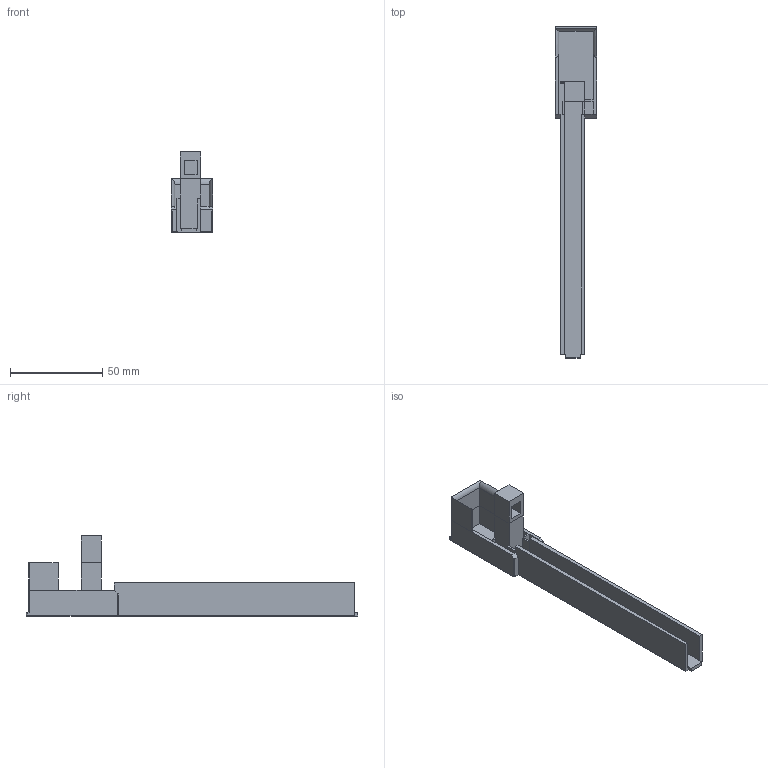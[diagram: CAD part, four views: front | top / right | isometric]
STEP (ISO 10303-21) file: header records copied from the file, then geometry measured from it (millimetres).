
FILE_DESCRIPTION(/* description */ (''),/* implementation_level */ '2;1');
FILE_NAME(/* name */ 'G-Key.step',/* time_stamp */ '2026-01-10T13:56:59-07:00',/* author */ (''),/* organization */ (''),/* preprocessor_version */ 'ST-DEVELOPER v20.1',/* originating_system */ 'Autodesk Translation Framework v14.21.0.0',/* authorisation */ '');
FILE_SCHEMA (('AUTOMOTIVE_DESIGN { 1 0 10303 214 3 1 1 }'));
Length unit declared in the file: millimetre
Products named in the file (1): G-Key
Bounding box: 22.5 x 179.9 x 43.5 mm (x, y, z)
Volume: 20494.7 mm3; surface area: 23069.3 mm2
Topology: 3 solids, 3 shells, 98 faces, 248 edges, 156 vertices
Faces by surface type: plane 74, cylinder 20, sphere 2, bspline 2
Entity records: 2951 total; most frequent: CARTESIAN_POINT 557, ORIENTED_EDGE 496, DIRECTION 470, EDGE_CURVE 248, LINE 208, VECTOR 208, VERTEX_POINT 156, AXIS2_PLACEMENT_3D 131
